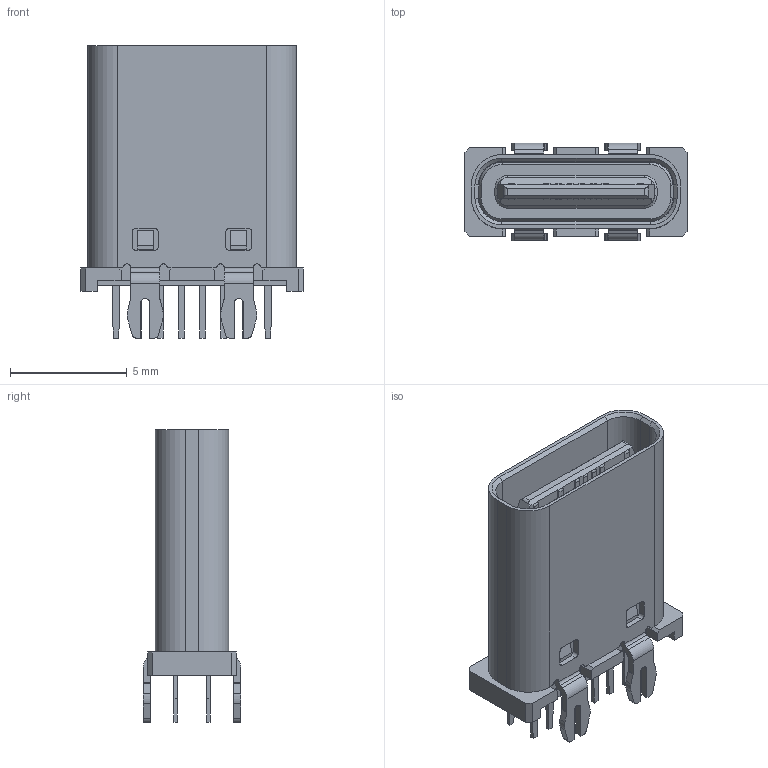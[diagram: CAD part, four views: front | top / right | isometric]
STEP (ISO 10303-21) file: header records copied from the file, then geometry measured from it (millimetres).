
FILE_DESCRIPTION (( 'STEP AP214' ), '1' );
FILE_NAME ('Same_Sky_UJ20-C-V-C-3-SMT-TR.step', '2025-01-29T16:25:24', ( '' ), ( '' ), 'SwSTEP 2.0', 'SolidWorks 2024', '' );
FILE_SCHEMA (( 'AUTOMOTIVE_DESIGN' ));
Length unit declared in the file: inch
Products named in the file (1): Same_Sky_UJ20-C-V-C-3-SMT-TR
Bounding box: 9.5 x 4.16 x 12.5 mm (x, y, z)
Volume: 198.4 mm3; surface area: 724.1 mm2
Topology: 1 solids, 1 shells, 607 faces, 1678 edges, 1098 vertices
Faces by surface type: plane 439, cylinder 148, cone 16, torus 4
Entity records: 19331 total; most frequent: CARTESIAN_POINT 3560, ORIENTED_EDGE 3356, DIRECTION 3176, EDGE_CURVE 1678, VECTOR 1336, LINE 1336, VERTEX_POINT 1098, AXIS2_PLACEMENT_3D 920
